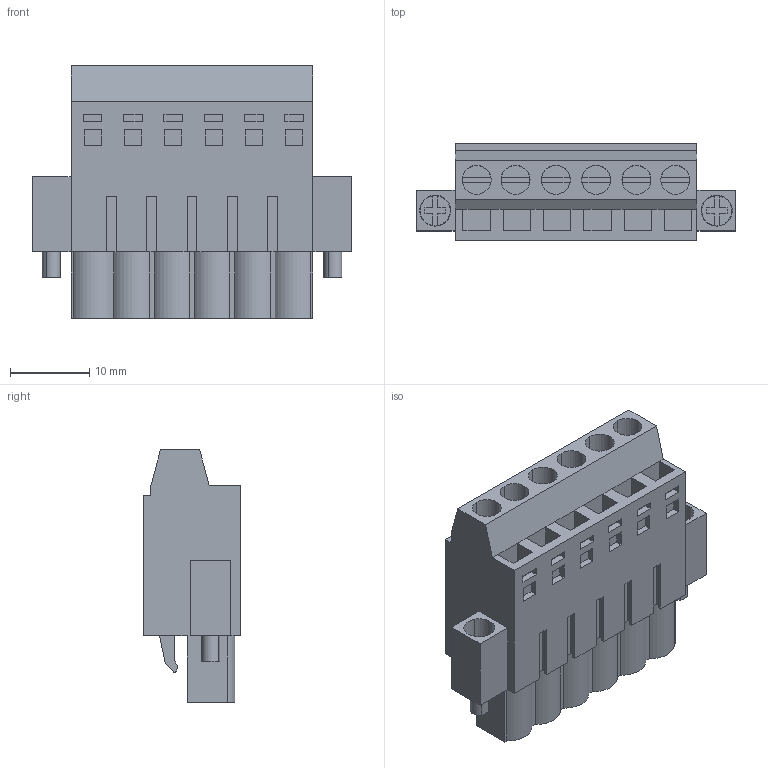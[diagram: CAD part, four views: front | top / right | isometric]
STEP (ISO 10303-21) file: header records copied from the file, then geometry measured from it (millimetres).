
FILE_DESCRIPTION(('CATIA V5 STEP Exchange','CAx-IF Rec.Pracs.--- Model Styling and Organization---1.2---2011-12-15'),'2;1');
FILE_NAME ('D1457365_0_1844260000_1844260000.stp','2017-10-31T20:14:51+00:00',('none'),('Weidmueller'),'CATIA Version 5-6 Release 2014','CATIA V5 STEP AP214','none');
FILE_SCHEMA(('AUTOMOTIVE_DESIGN { 1 0 10303 214 1 1 1 1 }'));
Length unit declared in the file: millimetre
Products named in the file (1): 1844260000
Bounding box: 40.28 x 12.2 x 31.8 mm (x, y, z)
Volume: 8600.7 mm3; surface area: 5619 mm2
Topology: 9 solids, 9 shells, 463 faces, 1264 edges, 857 vertices
Faces by surface type: plane 387, cylinder 76
Entity records: 14279 total; most frequent: CARTESIAN_POINT 2634, ORIENTED_EDGE 2528, DIRECTION 1911, EDGE_CURVE 1264, VECTOR 1080, LINE 1080, VERTEX_POINT 857, EDGE_LOOP 505
